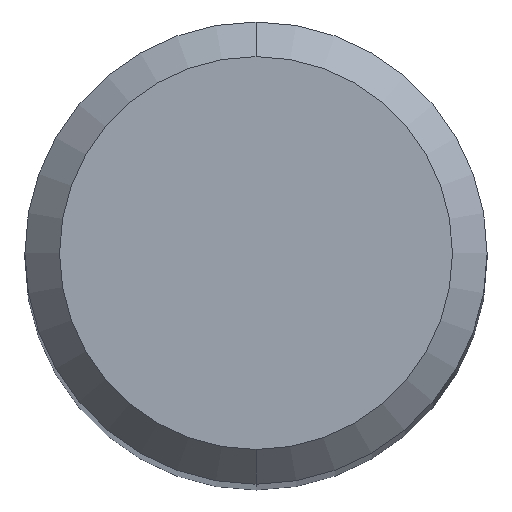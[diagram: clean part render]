
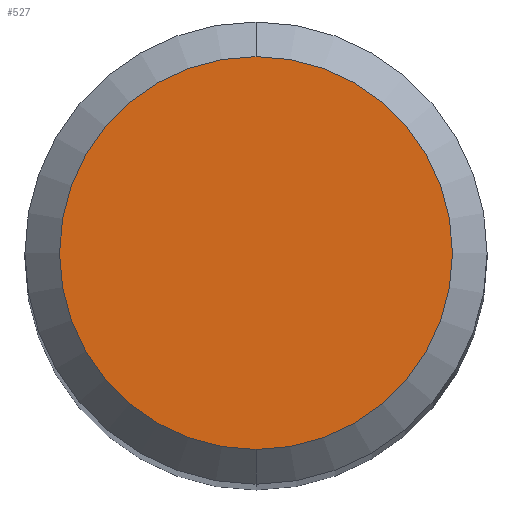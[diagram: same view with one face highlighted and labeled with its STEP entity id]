
A CAD part, top view. The second image highlights one B-rep face of the part: STEP entity #527.
In plain terms, the highlighted planar face has unit normal (0, 0, 1).
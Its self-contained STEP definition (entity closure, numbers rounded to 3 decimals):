
#377=EDGE_CURVE('',#645,#707,#956,.T.);
#527=ADVANCED_FACE('',(#1116),#1117,.T.);
#615=EDGE_CURVE('',#707,#645,#1212,.T.);
#645=VERTEX_POINT('',#1244);
#707=VERTEX_POINT('',#1318);
#956=CIRCLE('',#1851,1.7);
#1116=FACE_OUTER_BOUND('',#2791,.T.);
#1117=PLANE('',#2792);
#1212=CIRCLE('',#3055,1.7);
#1244=CARTESIAN_POINT('',(0.0,1.7,0.0));
#1318=CARTESIAN_POINT('',(0.,-1.7,0.0));
#1851=AXIS2_PLACEMENT_3D('',#4935,#4936,#4937);
#2791=EDGE_LOOP('',(#5054,#5055));
#2792=AXIS2_PLACEMENT_3D('',#5056,#5057,#5058);
#3055=AXIS2_PLACEMENT_3D('',#5154,#5155,#5156);
#4935=CARTESIAN_POINT('',(0.0,0.0,0.0));
#4936=DIRECTION('',(0.0,0.0,-1.0));
#4937=DIRECTION('',(0.0,1.0,0.0));
#5054=ORIENTED_EDGE('',*,*,#377,.F.);
#5055=ORIENTED_EDGE('',*,*,#615,.F.);
#5056=CARTESIAN_POINT('',(0.0,0.85,0.0));
#5057=DIRECTION('',(-0.0,0.0,1.0));
#5058=DIRECTION('',(0.0,-1.0,0.0));
#5154=CARTESIAN_POINT('',(0.0,0.0,0.0));
#5155=DIRECTION('',(0.0,0.0,-1.0));
#5156=DIRECTION('',(0.0,1.0,0.0));
